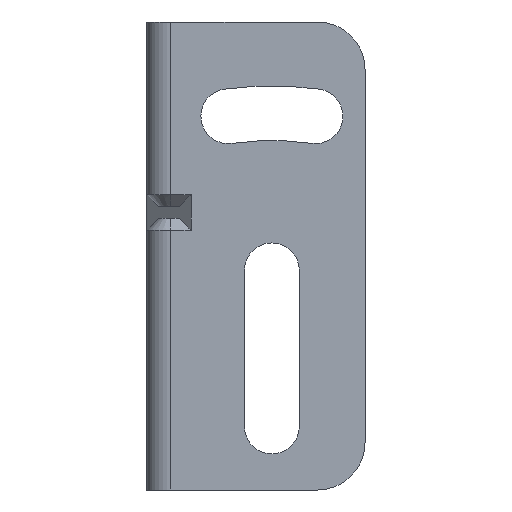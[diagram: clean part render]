
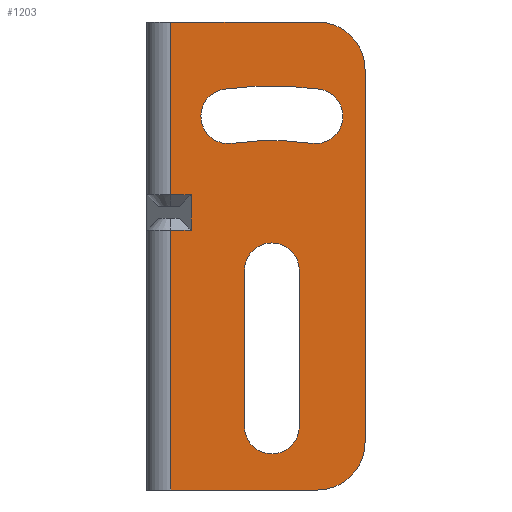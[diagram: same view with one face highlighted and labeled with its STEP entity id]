
A CAD part, front view. The second image highlights one B-rep face of the part: STEP entity #1203.
In plain terms, the highlighted planar face has unit normal (0, -1, 0).
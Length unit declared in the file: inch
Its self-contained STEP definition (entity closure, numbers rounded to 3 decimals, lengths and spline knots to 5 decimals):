
#13=DIRECTION('',(1.,0.,0.));
#14=VECTOR('',#13,0.37);
#15=CARTESIAN_POINT('',(0.06,0.,0.));
#16=LINE('',#15,#14);
#21=CARTESIAN_POINT('',(0.43,0.,0.12));
#22=DIRECTION('',(0.,-1.,0.));
#23=DIRECTION('',(0.,0.,-1.));
#24=AXIS2_PLACEMENT_3D('',#21,#22,#23);
#35=DIRECTION('',(0.,0.,1.));
#36=VECTOR('',#35,0.09);
#37=CARTESIAN_POINT('',(0.11143,0.,0.655));
#38=LINE('',#37,#36);
#39=DIRECTION('',(0.,0.,1.));
#40=VECTOR('',#39,0.394);
#41=CARTESIAN_POINT('',(0.246,0.,0.16));
#42=LINE('',#41,#40);
#43=CARTESIAN_POINT('',(0.315,0.,0.16));
#44=DIRECTION('',(0.,1.,0.));
#45=DIRECTION('',(1.,0.,0.));
#46=AXIS2_PLACEMENT_3D('',#43,#44,#45);
#48=DIRECTION('',(0.,0.,-1.));
#49=VECTOR('',#48,0.394);
#50=CARTESIAN_POINT('',(0.384,0.,0.554));
#51=LINE('',#50,#49);
#52=CARTESIAN_POINT('',(0.315,0.,0.554));
#53=DIRECTION('',(0.,1.,0.));
#54=DIRECTION('',(-1.,0.,0.));
#55=AXIS2_PLACEMENT_3D('',#52,#53,#54);
#57=CARTESIAN_POINT('',(0.315,0.,0.16));
#58=DIRECTION('',(0.,1.,0.));
#59=DIRECTION('',(-0.139,0.,0.99));
#60=AXIS2_PLACEMENT_3D('',#57,#58,#59);
#62=CARTESIAN_POINT('',(0.205,0.,0.9423));
#63=DIRECTION('',(0.,1.,0.));
#64=DIRECTION('',(0.139,0.,-0.99));
#65=AXIS2_PLACEMENT_3D('',#62,#63,#64);
#67=CARTESIAN_POINT('',(0.315,0.,0.16));
#68=DIRECTION('',(0.,1.,0.));
#69=DIRECTION('',(-0.139,0.,0.99));
#70=AXIS2_PLACEMENT_3D('',#67,#68,#69);
#72=CARTESIAN_POINT('',(0.425,0.,0.9423));
#73=DIRECTION('',(0.,1.,0.));
#74=DIRECTION('',(0.139,0.,0.99));
#75=AXIS2_PLACEMENT_3D('',#72,#73,#74);
#77=DIRECTION('',(1.,0.,0.));
#78=VECTOR('',#77,0.05143);
#79=CARTESIAN_POINT('',(0.06,0.,0.745));
#80=LINE('',#79,#78);
#296=DIRECTION('',(0.,0.,1.));
#297=VECTOR('',#296,0.435);
#298=CARTESIAN_POINT('',(0.06,0.,0.745));
#299=LINE('',#298,#297);
#300=DIRECTION('',(1.,0.,0.));
#301=VECTOR('',#300,0.37);
#302=CARTESIAN_POINT('',(0.06,0.,1.18));
#303=LINE('',#302,#301);
#329=CARTESIAN_POINT('',(0.43,0.,1.06));
#330=DIRECTION('',(0.,1.,0.));
#331=DIRECTION('',(0.,0.,1.));
#332=AXIS2_PLACEMENT_3D('',#329,#330,#331);
#768=DIRECTION('',(0.,0.,1.));
#769=VECTOR('',#768,0.94);
#770=CARTESIAN_POINT('',(0.55,0.,0.12));
#771=LINE('',#770,#769);
#824=DIRECTION('',(1.,0.,0.));
#825=VECTOR('',#824,0.05143);
#826=CARTESIAN_POINT('',(0.06,0.,0.655));
#827=LINE('',#826,#825);
#850=DIRECTION('',(0.,0.,1.));
#851=VECTOR('',#850,0.655);
#852=CARTESIAN_POINT('',(0.06,0.,0.));
#853=LINE('',#852,#851);
#871=CARTESIAN_POINT('',(0.06,0.,0.));
#873=VERTEX_POINT('',#871);
#875=CARTESIAN_POINT('',(0.06,0.,1.18));
#877=VERTEX_POINT('',#875);
#979=CARTESIAN_POINT('',(0.246,0.,0.16));
#980=CARTESIAN_POINT('',(0.246,0.,0.554));
#981=VERTEX_POINT('',#979);
#982=VERTEX_POINT('',#980);
#983=CARTESIAN_POINT('',(0.384,0.,0.554));
#984=CARTESIAN_POINT('',(0.384,0.,0.16));
#985=VERTEX_POINT('',#983);
#986=VERTEX_POINT('',#984);
#995=CARTESIAN_POINT('',(0.19539,0.,1.01063));
#996=CARTESIAN_POINT('',(0.43461,0.,1.01063));
#997=VERTEX_POINT('',#995);
#998=VERTEX_POINT('',#996);
#999=CARTESIAN_POINT('',(0.41539,0.,0.87398));
#1000=VERTEX_POINT('',#999);
#1001=CARTESIAN_POINT('',(0.21461,0.,0.87398));
#1002=VERTEX_POINT('',#1001);
#1019=CARTESIAN_POINT('',(0.43,0.,1.18));
#1021=VERTEX_POINT('',#1019);
#1023=CARTESIAN_POINT('',(0.55,0.,1.06));
#1025=VERTEX_POINT('',#1023);
#1027=CARTESIAN_POINT('',(0.43,0.,0.));
#1029=VERTEX_POINT('',#1027);
#1031=CARTESIAN_POINT('',(0.55,0.,0.12));
#1033=VERTEX_POINT('',#1031);
#1035=CARTESIAN_POINT('',(0.06,0.,0.655));
#1036=CARTESIAN_POINT('',(0.11143,0.,0.655));
#1037=VERTEX_POINT('',#1035);
#1038=VERTEX_POINT('',#1036);
#1055=CARTESIAN_POINT('',(0.06,0.,0.745));
#1057=VERTEX_POINT('',#1055);
#1059=CARTESIAN_POINT('',(0.11143,0.,0.745));
#1060=VERTEX_POINT('',#1059);
#1158=CARTESIAN_POINT('',(0.,0.,0.));
#1159=DIRECTION('',(0.,-1.,0.));
#1160=DIRECTION('',(1.,0.,0.));
#1161=AXIS2_PLACEMENT_3D('',#1158,#1159,#1160);
#1162=PLANE('',#1161);
#1164=ORIENTED_EDGE('',*,*,#1163,.F.);
#1166=ORIENTED_EDGE('',*,*,#1165,.T.);
#1168=ORIENTED_EDGE('',*,*,#1167,.T.);
#1170=ORIENTED_EDGE('',*,*,#1169,.T.);
#1172=ORIENTED_EDGE('',*,*,#1171,.F.);
#1173=ORIENTED_EDGE('',*,*,#1149,.F.);
#1174=ORIENTED_EDGE('',*,*,#1138,.F.);
#1176=ORIENTED_EDGE('',*,*,#1175,.T.);
#1178=ORIENTED_EDGE('',*,*,#1177,.T.);
#1180=ORIENTED_EDGE('',*,*,#1179,.T.);
#1181=EDGE_LOOP('',(#1164,#1166,#1168,#1170,#1172,#1173,#1174,#1176,#1178,
#1180));
#1182=FACE_OUTER_BOUND('',#1181,.F.);
#1184=ORIENTED_EDGE('',*,*,#1183,.F.);
#1186=ORIENTED_EDGE('',*,*,#1185,.F.);
#1188=ORIENTED_EDGE('',*,*,#1187,.F.);
#1190=ORIENTED_EDGE('',*,*,#1189,.F.);
#1191=EDGE_LOOP('',(#1184,#1186,#1188,#1190));
#1192=FACE_BOUND('',#1191,.F.);
#1194=ORIENTED_EDGE('',*,*,#1193,.F.);
#1196=ORIENTED_EDGE('',*,*,#1195,.F.);
#1198=ORIENTED_EDGE('',*,*,#1197,.T.);
#1200=ORIENTED_EDGE('',*,*,#1199,.F.);
#1201=EDGE_LOOP('',(#1194,#1196,#1198,#1200));
#1202=FACE_BOUND('',#1201,.F.);
#1203=ADVANCED_FACE('',(#1182,#1192,#1202),#1162,.T.);
#25=CIRCLE('',#24,0.12);
#47=CIRCLE('',#46,0.069);
#56=CIRCLE('',#55,0.069);
#61=CIRCLE('',#60,0.859);
#66=CIRCLE('',#65,0.069);
#71=CIRCLE('',#70,0.721);
#76=CIRCLE('',#75,0.069);
#333=CIRCLE('',#332,0.12);
#1138=EDGE_CURVE('',#873,#1029,#16,.T.);
#1149=EDGE_CURVE('',#1029,#1033,#25,.T.);
#1163=EDGE_CURVE('',#1057,#1060,#80,.T.);
#1165=EDGE_CURVE('',#1057,#877,#299,.T.);
#1167=EDGE_CURVE('',#877,#1021,#303,.T.);
#1169=EDGE_CURVE('',#1021,#1025,#333,.T.);
#1171=EDGE_CURVE('',#1033,#1025,#771,.T.);
#1175=EDGE_CURVE('',#873,#1037,#853,.T.);
#1177=EDGE_CURVE('',#1037,#1038,#827,.T.);
#1179=EDGE_CURVE('',#1038,#1060,#38,.T.);
#1183=EDGE_CURVE('',#981,#982,#42,.T.);
#1185=EDGE_CURVE('',#986,#981,#47,.T.);
#1187=EDGE_CURVE('',#985,#986,#51,.T.);
#1189=EDGE_CURVE('',#982,#985,#56,.T.);
#1193=EDGE_CURVE('',#997,#998,#61,.T.);
#1195=EDGE_CURVE('',#1002,#997,#66,.T.);
#1197=EDGE_CURVE('',#1002,#1000,#71,.T.);
#1199=EDGE_CURVE('',#998,#1000,#76,.T.);
